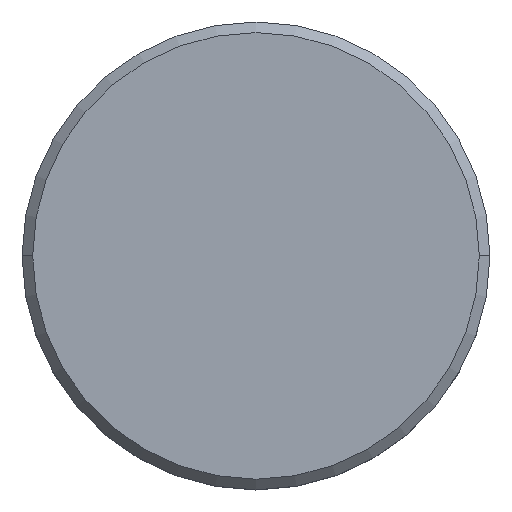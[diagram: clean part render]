
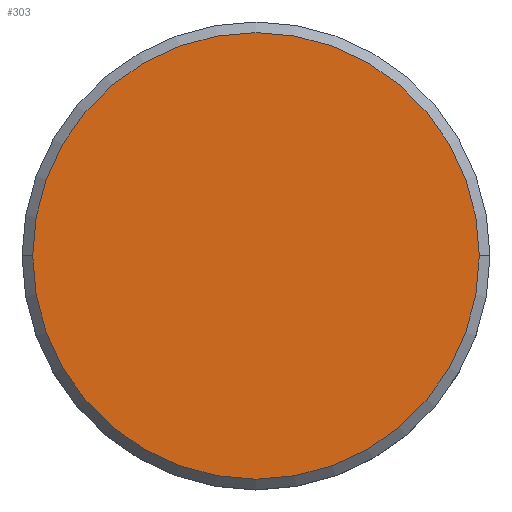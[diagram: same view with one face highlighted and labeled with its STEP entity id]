
A CAD part, top view. The second image highlights one B-rep face of the part: STEP entity #303.
In plain terms, the highlighted planar face has unit normal (0, 0, 1).
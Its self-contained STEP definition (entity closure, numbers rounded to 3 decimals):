
#1 = EDGE_LOOP ( 'NONE', ( #381, #248 ) ) ;
#36 = DIRECTION ( 'NONE',  ( 1., 0., 0. ) ) ;
#49 = EDGE_CURVE ( 'NONE', #125, #135, #394, .T. ) ;
#62 = DIRECTION ( 'NONE',  ( 0., 0., 1. ) ) ;
#70 = PLANE ( 'NONE',  #277 ) ;
#73 = DIRECTION ( 'NONE',  ( 0., 0., 1. ) ) ;
#125 = VERTEX_POINT ( 'NONE', #306 ) ;
#135 = VERTEX_POINT ( 'NONE', #212 ) ;
#151 = EDGE_CURVE ( 'NONE', #135, #125, #268, .T. ) ;
#169 = CARTESIAN_POINT ( 'NONE',  ( 0., 0., 0. ) ) ;
#178 = DIRECTION ( 'NONE',  ( 1., 0., 0. ) ) ;
#212 = CARTESIAN_POINT ( 'NONE',  ( 10.5, 0., 0. ) ) ;
#238 = DIRECTION ( 'NONE',  ( 1., 0., 0. ) ) ;
#245 = CARTESIAN_POINT ( 'NONE',  ( 0., 0., 0. ) ) ;
#248 = ORIENTED_EDGE ( 'NONE', *, *, #151, .T. ) ;
#263 = DIRECTION ( 'NONE',  ( 0., 0., 1. ) ) ;
#268 = CIRCLE ( 'NONE', #322, 10.5 ) ;
#277 = AXIS2_PLACEMENT_3D ( 'NONE', #315, #73, #36 ) ;
#303 = ADVANCED_FACE ( 'NONE', ( #372 ), #70, .T. ) ;
#306 = CARTESIAN_POINT ( 'NONE',  ( -10.5, 0., 0. ) ) ;
#315 = CARTESIAN_POINT ( 'NONE',  ( 0., 0., 0. ) ) ;
#322 = AXIS2_PLACEMENT_3D ( 'NONE', #245, #62, #238 ) ;
#372 = FACE_OUTER_BOUND ( 'NONE', #1, .T. ) ;
#381 = ORIENTED_EDGE ( 'NONE', *, *, #49, .T. ) ;
#385 = AXIS2_PLACEMENT_3D ( 'NONE', #169, #263, #178 ) ;
#394 = CIRCLE ( 'NONE', #385, 10.5 ) ;
